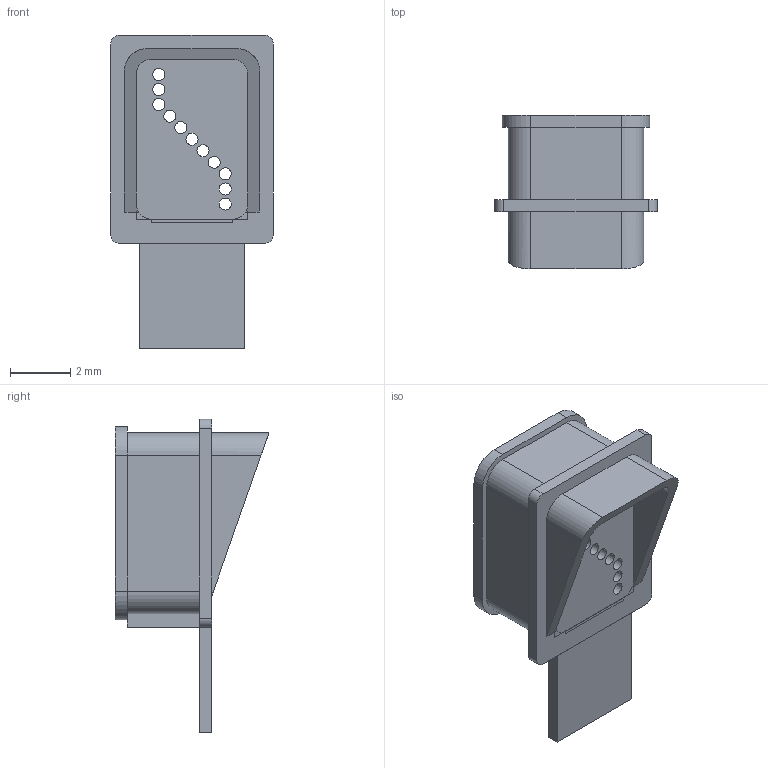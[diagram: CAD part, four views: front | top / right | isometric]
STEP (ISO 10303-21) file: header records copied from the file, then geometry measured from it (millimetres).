
FILE_DESCRIPTION(('FreeCAD Model'),'2;1');
FILE_NAME('Open CASCADE Shape Model','2024-03-24T18:23:39',('FreeCAD'),( 'FreeCAD'),'Open CASCADE STEP processor 7.6','FreeCAD','Unknown');
FILE_SCHEMA(('AUTOMOTIVE_DESIGN { 1 0 10303 214 1 1 1 1 }'));
Length unit declared in the file: millimetre
Products named in the file (1): Open CASCADE STEP translator 7.6 1
Bounding box: 5.4 x 5.1 x 10.4 mm (x, y, z)
Volume: 52.2 mm3; surface area: 284.5 mm2
Topology: 3 solids, 3 shells, 79 faces, 220 edges, 148 vertices
Faces by surface type: plane 48, cylinder 31
Full cylindrical faces by diameter (mm): 0.4 x11
Entity records: 5656 total; most frequent: CARTESIAN_POINT 1232, DIRECTION 832, LINE 512, VECTOR 512, ORIENTED_EDGE 440, PCURVE 440, DEFINITIONAL_REPRESENTATION 440, EDGE_CURVE 220
